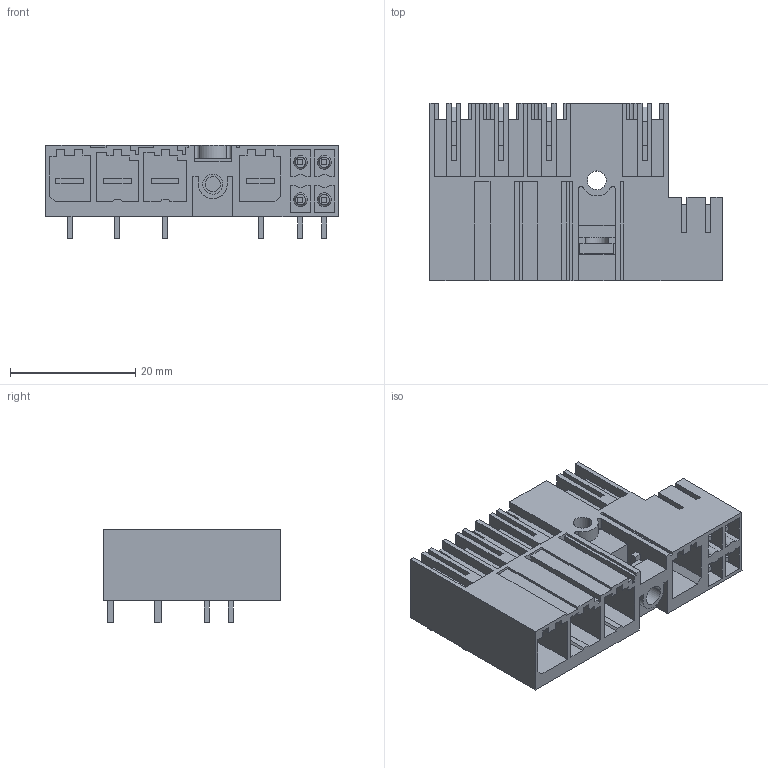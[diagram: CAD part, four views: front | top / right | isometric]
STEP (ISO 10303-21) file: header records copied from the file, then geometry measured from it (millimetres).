
FILE_DESCRIPTION(('CATIA V5 STEP Exchange','CAx-IF Rec.Pracs.--- Model Styling and Organization---1.5--- 2016-08-15','CAx-IF Rec.Pracs.---Supplemental Geometry---1.0---2011-11-01','CAx-IF Rec.Pracs.--- Composite Materials ---1.1---2010-07-15'),'2;1');
FILE_NAME ('D1448412_1', '2025-06-13T10:03:48+00:00', ('none'), ('Weidmueller'), 'CATIA Version 5-6 Release 2022 SP4 HF5', 'CATIA V5 STEP AP214 v3', 'none');
FILE_SCHEMA(('AUTOMOTIVE_DESIGN { 1 0 10303 214 1 1 1 1 }'));
Length unit declared in the file: millimetre
Products named in the file (1): 1090370000
Bounding box: 46.69 x 28.3 x 14.9 mm (x, y, z)
Volume: 7228 mm3; surface area: 9826.5 mm2
Topology: 1 solids, 1 shells, 745 faces, 2186 edges, 1453 vertices
Faces by surface type: plane 704, cylinder 33, cone 8
Entity records: 22930 total; most frequent: ORIENTED_EDGE 4372, CARTESIAN_POINT 4059, DIRECTION 2880, EDGE_CURVE 2186, VECTOR 2097, LINE 2097, VERTEX_POINT 1453, EDGE_LOOP 777
